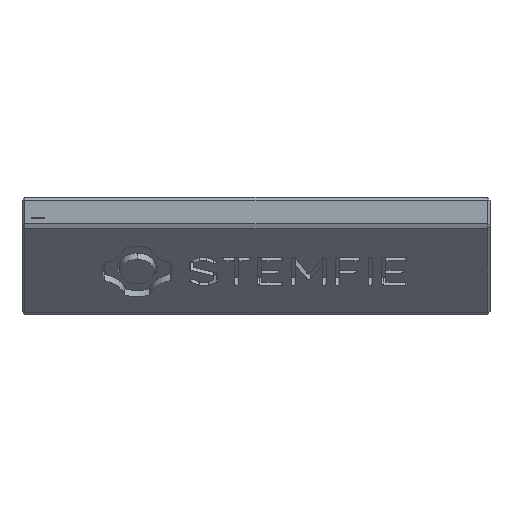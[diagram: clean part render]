
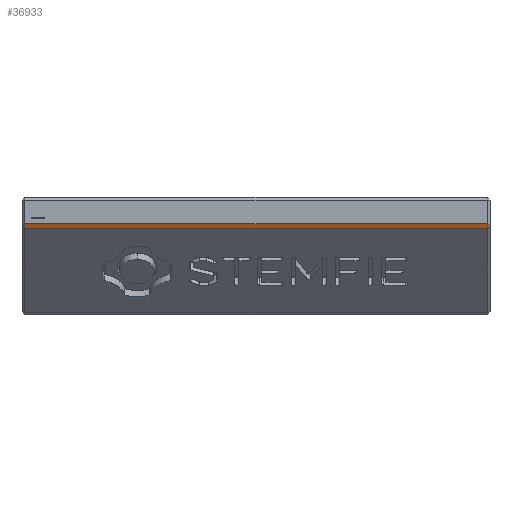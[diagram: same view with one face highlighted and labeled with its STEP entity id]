
A CAD part, top view. The second image highlights one B-rep face of the part: STEP entity #36933.
In plain terms, the highlighted planar face has unit normal (0, -0.383, 0.924).
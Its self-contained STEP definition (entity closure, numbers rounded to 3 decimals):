
#3760 = VERTEX_POINT('',#3761);
#3761 = CARTESIAN_POINT('',(43.45,3.425,25.));
#3775 = PLANE('',#3776);
#3776 = AXIS2_PLACEMENT_3D('',#3777,#3778,#3779);
#3777 = CARTESIAN_POINT('',(43.75,3.249,24.7));
#3778 = DIRECTION('',(0.573,-0.314,0.757));
#3779 = DIRECTION('',(-0.797,0.,0.604)
  );
#3825 = PLANE('',#3826);
#3826 = AXIS2_PLACEMENT_3D('',#3827,#3828,#3829);
#3827 = CARTESIAN_POINT('',(18.75,18.95,25.));
#3828 = DIRECTION('',(0.,0.,-1.));
#3829 = DIRECTION('',(0.,-1.,0.));
#3865 = VERTEX_POINT('',#3866);
#3866 = CARTESIAN_POINT('',(43.45,2.913,24.788));
#3901 = PLANE('',#3902);
#3902 = AXIS2_PLACEMENT_3D('',#3903,#3904,#3905);
#3903 = CARTESIAN_POINT('',(18.75,-6.25,15.625));
#3904 = DIRECTION('',(0.,-0.707,0.707));
#3905 = DIRECTION('',(0.,0.707,0.707));
#13995 = EDGE_CURVE('',#3865,#3760,#13996,.T.);
#13996 = SURFACE_CURVE('',#13997,(#14001,#14008),.PCURVE_S1.);
#13997 = LINE('',#13998,#13999);
#13998 = CARTESIAN_POINT('',(43.45,2.913,24.788));
#13999 = VECTOR('',#14000,1.);
#14000 = DIRECTION('',(0.,0.924,0.383));
#14001 = PCURVE('',#3775,#14002);
#14002 = DEFINITIONAL_REPRESENTATION('',(#14003),#14007);
#14003 = LINE('',#14004,#14005);
#14004 = CARTESIAN_POINT('',(0.292,0.354));
#14005 = VECTOR('',#14006,1.);
#14006 = DIRECTION('',(0.231,-0.973));
#14007 = ( GEOMETRIC_REPRESENTATION_CONTEXT(2) 
PARAMETRIC_REPRESENTATION_CONTEXT() REPRESENTATION_CONTEXT('2D SPACE',''
  ) );
#14008 = PCURVE('',#14009,#14014);
#14009 = PLANE('',#14010);
#14010 = AXIS2_PLACEMENT_3D('',#14011,#14012,#14013);
#14011 = CARTESIAN_POINT('',(18.75,3.169,24.894));
#14012 = DIRECTION('',(0.,-0.383,0.924));
#14013 = DIRECTION('',(-1.,0.,0.));
#14014 = DEFINITIONAL_REPRESENTATION('',(#14015),#14019);
#14015 = LINE('',#14016,#14017);
#14016 = CARTESIAN_POINT('',(-24.7,0.277));
#14017 = VECTOR('',#14018,1.);
#14018 = DIRECTION('',(0.,-1.));
#14019 = ( GEOMETRIC_REPRESENTATION_CONTEXT(2) 
PARAMETRIC_REPRESENTATION_CONTEXT() REPRESENTATION_CONTEXT('2D SPACE',''
  ) );
#14027 = VERTEX_POINT('',#14028);
#14028 = CARTESIAN_POINT('',(-5.95,3.425,25.));
#14078 = EDGE_CURVE('',#3760,#14027,#14079,.T.);
#14079 = SURFACE_CURVE('',#14080,(#14084,#14091),.PCURVE_S1.);
#14080 = LINE('',#14081,#14082);
#14081 = CARTESIAN_POINT('',(18.75,3.425,25.));
#14082 = VECTOR('',#14083,1.);
#14083 = DIRECTION('',(-1.,0.,0.));
#14084 = PCURVE('',#3825,#14085);
#14085 = DEFINITIONAL_REPRESENTATION('',(#14086),#14090);
#14086 = LINE('',#14087,#14088);
#14087 = CARTESIAN_POINT('',(15.525,0.));
#14088 = VECTOR('',#14089,1.);
#14089 = DIRECTION('',(0.,1.));
#14090 = ( GEOMETRIC_REPRESENTATION_CONTEXT(2) 
PARAMETRIC_REPRESENTATION_CONTEXT() REPRESENTATION_CONTEXT('2D SPACE',''
  ) );
#14091 = PCURVE('',#14009,#14092);
#14092 = DEFINITIONAL_REPRESENTATION('',(#14093),#14097);
#14093 = LINE('',#14094,#14095);
#14094 = CARTESIAN_POINT('',(0.,-0.277));
#14095 = VECTOR('',#14096,1.);
#14096 = DIRECTION('',(1.,0.));
#14097 = ( GEOMETRIC_REPRESENTATION_CONTEXT(2) 
PARAMETRIC_REPRESENTATION_CONTEXT() REPRESENTATION_CONTEXT('2D SPACE',''
  ) );
#19162 = EDGE_CURVE('',#19163,#3865,#19165,.T.);
#19163 = VERTEX_POINT('',#19164);
#19164 = CARTESIAN_POINT('',(-5.95,2.913,24.788));
#19165 = SURFACE_CURVE('',#19166,(#19170,#19177),.PCURVE_S1.);
#19166 = LINE('',#19167,#19168);
#19167 = CARTESIAN_POINT('',(18.75,2.913,24.788));
#19168 = VECTOR('',#19169,1.);
#19169 = DIRECTION('',(1.,0.,0.));
#19170 = PCURVE('',#3901,#19171);
#19171 = DEFINITIONAL_REPRESENTATION('',(#19172),#19176);
#19172 = LINE('',#19173,#19174);
#19173 = CARTESIAN_POINT('',(12.958,0.));
#19174 = VECTOR('',#19175,1.);
#19175 = DIRECTION('',(0.,-1.));
#19176 = ( GEOMETRIC_REPRESENTATION_CONTEXT(2) 
PARAMETRIC_REPRESENTATION_CONTEXT() REPRESENTATION_CONTEXT('2D SPACE',''
  ) );
#19177 = PCURVE('',#14009,#19178);
#19178 = DEFINITIONAL_REPRESENTATION('',(#19179),#19183);
#19179 = LINE('',#19180,#19181);
#19180 = CARTESIAN_POINT('',(0.,0.277));
#19181 = VECTOR('',#19182,1.);
#19182 = DIRECTION('',(-1.,0.));
#19183 = ( GEOMETRIC_REPRESENTATION_CONTEXT(2) 
PARAMETRIC_REPRESENTATION_CONTEXT() REPRESENTATION_CONTEXT('2D SPACE',''
  ) );
#36933 = ADVANCED_FACE('',(#36934),#14009,.T.);
#36934 = FACE_BOUND('',#36935,.T.);
#36935 = EDGE_LOOP('',(#36936,#36937,#36938,#36964));
#36936 = ORIENTED_EDGE('',*,*,#13995,.T.);
#36937 = ORIENTED_EDGE('',*,*,#14078,.T.);
#36938 = ORIENTED_EDGE('',*,*,#36939,.T.);
#36939 = EDGE_CURVE('',#14027,#19163,#36940,.T.);
#36940 = SURFACE_CURVE('',#36941,(#36945,#36952),.PCURVE_S1.);
#36941 = LINE('',#36942,#36943);
#36942 = CARTESIAN_POINT('',(-5.95,3.425,25.));
#36943 = VECTOR('',#36944,1.);
#36944 = DIRECTION('',(0.,-0.924,-0.383));
#36945 = PCURVE('',#14009,#36946);
#36946 = DEFINITIONAL_REPRESENTATION('',(#36947),#36951);
#36947 = LINE('',#36948,#36949);
#36948 = CARTESIAN_POINT('',(24.7,-0.277));
#36949 = VECTOR('',#36950,1.);
#36950 = DIRECTION('',(0.,1.));
#36951 = ( GEOMETRIC_REPRESENTATION_CONTEXT(2) 
PARAMETRIC_REPRESENTATION_CONTEXT() REPRESENTATION_CONTEXT('2D SPACE',''
  ) );
#36952 = PCURVE('',#36953,#36958);
#36953 = PLANE('',#36954);
#36954 = AXIS2_PLACEMENT_3D('',#36955,#36956,#36957);
#36955 = CARTESIAN_POINT('',(-5.95,3.425,25.));
#36956 = DIRECTION('',(-0.573,-0.314,0.757));
#36957 = DIRECTION('',(-0.797,0.,-0.604
    ));
#36958 = DEFINITIONAL_REPRESENTATION('',(#36959),#36963);
#36959 = LINE('',#36960,#36961);
#36960 = CARTESIAN_POINT('',(0.,0.));
#36961 = VECTOR('',#36962,1.);
#36962 = DIRECTION('',(0.231,0.973));
#36963 = ( GEOMETRIC_REPRESENTATION_CONTEXT(2) 
PARAMETRIC_REPRESENTATION_CONTEXT() REPRESENTATION_CONTEXT('2D SPACE',''
  ) );
#36964 = ORIENTED_EDGE('',*,*,#19162,.T.);
